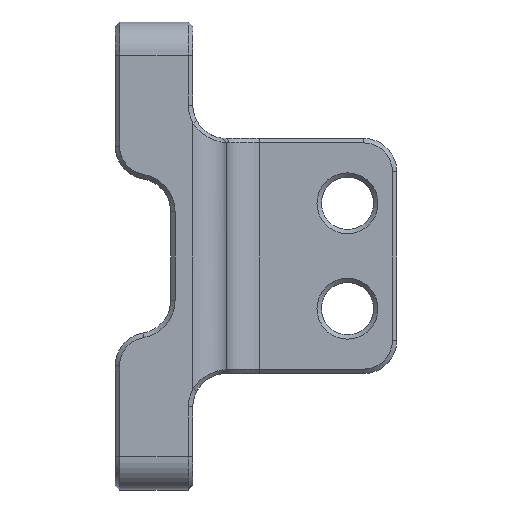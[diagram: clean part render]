
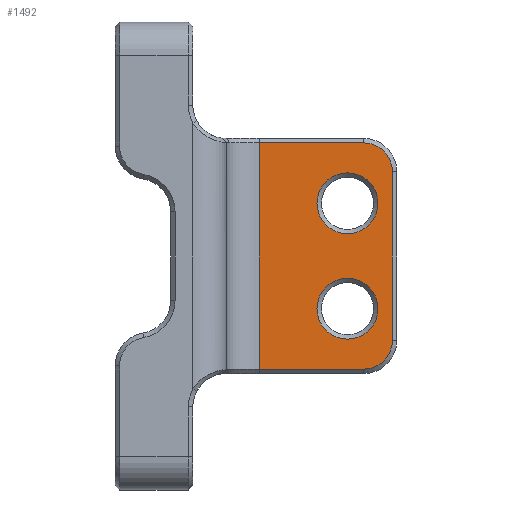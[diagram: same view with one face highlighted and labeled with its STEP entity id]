
A CAD part, left-side view. The second image highlights one B-rep face of the part: STEP entity #1492.
In plain terms, the highlighted planar face has unit normal (-1, 0, 0).
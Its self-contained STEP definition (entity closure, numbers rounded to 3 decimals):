
#85=FACE_BOUND('',#275,.T.);
#86=FACE_BOUND('',#276,.T.);
#174=FACE_OUTER_BOUND('',#274,.T.);
#274=EDGE_LOOP('',(#1340,#1341,#1342,#1343,#1344,#1345));
#275=EDGE_LOOP('',(#1346));
#276=EDGE_LOOP('',(#1347));
#340=CIRCLE('',#1642,2.75);
#343=CIRCLE('',#1646,2.75);
#345=CIRCLE('',#1650,2.6);
#348=CIRCLE('',#1657,2.6);
#397=LINE('',#2306,#529);
#468=LINE('',#3110,#600);
#472=LINE('',#3125,#604);
#477=LINE('',#3139,#609);
#529=VECTOR('',#1827,10.);
#600=VECTOR('',#2064,1000.);
#604=VECTOR('',#2080,1000.);
#609=VECTOR('',#2099,1000.);
#686=VERTEX_POINT('',#2303);
#687=VERTEX_POINT('',#2305);
#724=VERTEX_POINT('',#3093);
#727=VERTEX_POINT('',#3101);
#729=VERTEX_POINT('',#3108);
#731=VERTEX_POINT('',#3113);
#734=VERTEX_POINT('',#3123);
#736=VERTEX_POINT('',#3132);
#819=EDGE_CURVE('',#687,#686,#397,.T.);
#918=EDGE_CURVE('',#724,#724,#340,.T.);
#922=EDGE_CURVE('',#727,#727,#343,.T.);
#926=EDGE_CURVE('',#686,#729,#468,.T.);
#928=EDGE_CURVE('',#729,#731,#345,.T.);
#933=EDGE_CURVE('',#731,#734,#472,.T.);
#938=EDGE_CURVE('',#734,#736,#348,.T.);
#941=EDGE_CURVE('',#736,#687,#477,.T.);
#1340=ORIENTED_EDGE('',*,*,#819,.T.);
#1341=ORIENTED_EDGE('',*,*,#926,.T.);
#1342=ORIENTED_EDGE('',*,*,#928,.T.);
#1343=ORIENTED_EDGE('',*,*,#933,.T.);
#1344=ORIENTED_EDGE('',*,*,#938,.T.);
#1345=ORIENTED_EDGE('',*,*,#941,.T.);
#1346=ORIENTED_EDGE('',*,*,#922,.T.);
#1347=ORIENTED_EDGE('',*,*,#918,.T.);
#1402=PLANE('',#1664);
#1492=ADVANCED_FACE('',(#174,#85,#86),#1402,.F.);
#1642=AXIS2_PLACEMENT_3D('',#3095,#2047,#2048);
#1646=AXIS2_PLACEMENT_3D('',#3103,#2056,#2057);
#1650=AXIS2_PLACEMENT_3D('',#3115,#2068,#2069);
#1657=AXIS2_PLACEMENT_3D('',#3134,#2089,#2090);
#1664=AXIS2_PLACEMENT_3D('',#3145,#2107,#2108);
#1827=DIRECTION('',(0.,0.,-1.));
#2047=DIRECTION('center_axis',(1.,0.,0.));
#2048=DIRECTION('ref_axis',(0.,0.,-1.));
#2056=DIRECTION('center_axis',(1.,0.,0.));
#2057=DIRECTION('ref_axis',(0.,0.,-1.));
#2064=DIRECTION('',(0.,-1.,0.));
#2068=DIRECTION('center_axis',(-1.,0.,0.));
#2069=DIRECTION('ref_axis',(0.,0.,-1.));
#2080=DIRECTION('',(0.,0.,1.));
#2089=DIRECTION('center_axis',(-1.,0.,0.));
#2090=DIRECTION('ref_axis',(0.,0.,-1.));
#2099=DIRECTION('',(0.,1.,0.));
#2107=DIRECTION('center_axis',(1.,0.,0.));
#2108=DIRECTION('ref_axis',(0.,0.,-1.));
#2303=CARTESIAN_POINT('',(-766.066,213.323,0.068));
#2305=CARTESIAN_POINT('',(-766.066,213.323,20.468));
#2306=CARTESIAN_POINT('',(-766.066,213.323,-6.932));
#3093=CARTESIAN_POINT('',(-766.066,208.123,5.518));
#3095=CARTESIAN_POINT('Origin',(-766.066,205.373,5.518));
#3101=CARTESIAN_POINT('',(-766.066,208.123,15.018));
#3103=CARTESIAN_POINT('Origin',(-766.066,205.373,15.018));
#3108=CARTESIAN_POINT('',(-766.066,203.923,0.068));
#3110=CARTESIAN_POINT('',(-766.066,218.923,0.068));
#3113=CARTESIAN_POINT('',(-766.066,201.323,2.668));
#3115=CARTESIAN_POINT('Origin',(-766.066,203.923,2.668));
#3123=CARTESIAN_POINT('',(-766.066,201.323,17.868));
#3125=CARTESIAN_POINT('',(-766.066,201.323,-24.132));
#3132=CARTESIAN_POINT('',(-766.066,203.923,20.468));
#3134=CARTESIAN_POINT('Origin',(-766.066,203.923,17.868));
#3139=CARTESIAN_POINT('',(-766.066,218.923,20.468));
#3145=CARTESIAN_POINT('Origin',(-766.066,218.923,-24.132));
